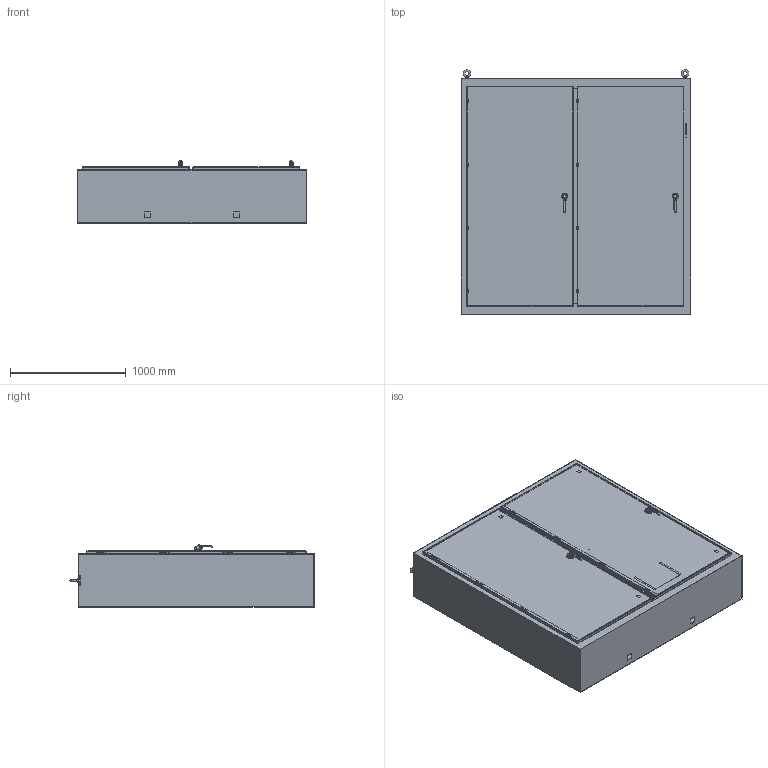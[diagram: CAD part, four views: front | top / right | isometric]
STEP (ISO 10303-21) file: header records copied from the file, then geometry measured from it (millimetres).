
FILE_DESCRIPTION (( 'STEP AP214' ), '1' );
FILE_NAME ('SCE-N80XM7818.STEP', '2024-05-08T18:45:08', ( '' ), ( '' ), 'SwSTEP 2.0', 'SolidWorks 2023', '' );
FILE_SCHEMA (( 'AUTOMOTIVE_DESIGN' ));
Length unit declared in the file: inch
Products named in the file (1): SCE-N80XM7818
Bounding box: 1974.85 x 2106.73 x 534.57 mm (x, y, z)
Volume: 36797405.6 mm3; surface area: 27612263 mm2
Topology: 47 solids, 55 shells, 7363 faces, 18903 edges, 11717 vertices
Faces by surface type: plane 3068, cylinder 2475, bspline 834, torus 554, cone 222, sphere 210
Full cylindrical faces by diameter (mm): 1.016 x8, 3.978 x8, 4.318 x40, 4.978 x32, 5.016 x4, 5.207 x16, 5.232 x16, 5.537 x8, 6.096 x16, 6.198 x16, 6.35 x16, 7.137 x2, 9.525 x16, 10.323 x16, 11.25 x2, 15.24 x2, 29.8 x2
Entity records: 340069 total; most frequent: CARTESIAN_POINT 170869, ORIENTED_EDGE 36436, DIRECTION 32740, EDGE_CURVE 18218, AXIS2_PLACEMENT_3D 11871, VERTEX_POINT 11506, LINE 8998, VECTOR 8998
